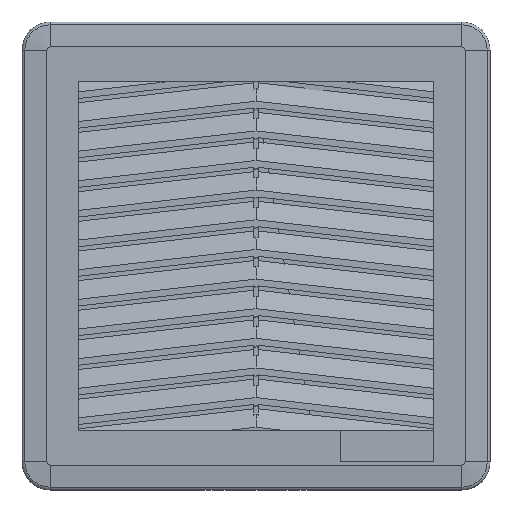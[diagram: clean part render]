
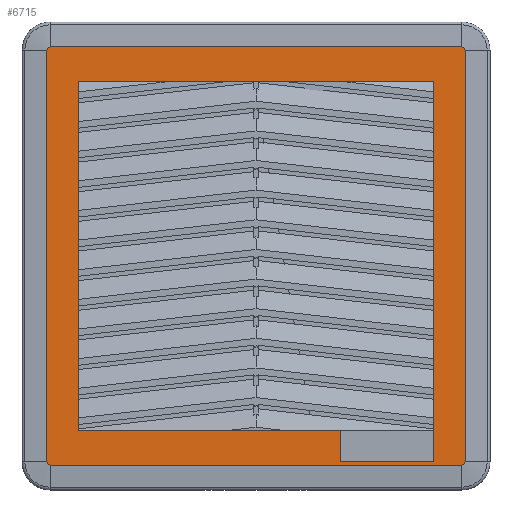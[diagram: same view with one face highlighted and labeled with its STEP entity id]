
A CAD part, front view. The second image highlights one B-rep face of the part: STEP entity #6715.
In plain terms, the highlighted planar face has unit normal (0, -1, 0).
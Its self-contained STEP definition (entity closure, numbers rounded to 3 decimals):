
#190=DIRECTION('',(1.,0.,0.));
#191=VECTOR('',#190,114.);
#192=CARTESIAN_POINT('',(-57.,-29.2,57.1));
#193=LINE('',#192,#191);
#246=DIRECTION('',(0.,0.,1.));
#247=VECTOR('',#246,112.);
#248=CARTESIAN_POINT('',(-57.,-29.2,-54.9));
#249=LINE('',#248,#247);
#1215=DIRECTION('',(0.,0.,-1.));
#1216=VECTOR('',#1215,132.);
#1217=CARTESIAN_POINT('',(67.,-29.2,67.1));
#1218=LINE('',#1217,#1216);
#1222=CARTESIAN_POINT('',(66.,-29.2,-64.9));
#1223=DIRECTION('',(0.,1.,0.));
#1224=DIRECTION('',(1.,0.,0.));
#1225=AXIS2_PLACEMENT_3D('',#1222,#1223,#1224);
#1230=DIRECTION('',(-1.,0.,0.));
#1231=VECTOR('',#1230,132.);
#1232=CARTESIAN_POINT('',(66.,-29.2,-65.9));
#1233=LINE('',#1232,#1231);
#1237=CARTESIAN_POINT('',(-66.,-29.2,-64.9));
#1238=DIRECTION('',(0.,1.,0.));
#1239=DIRECTION('',(0.,0.,-1.));
#1240=AXIS2_PLACEMENT_3D('',#1237,#1238,#1239);
#1245=DIRECTION('',(0.,0.,1.));
#1246=VECTOR('',#1245,132.);
#1247=CARTESIAN_POINT('',(-67.,-29.2,-64.9));
#1248=LINE('',#1247,#1246);
#1252=CARTESIAN_POINT('',(-66.,-29.2,67.1));
#1253=DIRECTION('',(0.,1.,0.));
#1254=DIRECTION('',(-1.,0.,0.));
#1255=AXIS2_PLACEMENT_3D('',#1252,#1253,#1254);
#1260=DIRECTION('',(1.,0.,0.));
#1261=VECTOR('',#1260,132.);
#1262=CARTESIAN_POINT('',(-66.,-29.2,68.1));
#1263=LINE('',#1262,#1261);
#1267=CARTESIAN_POINT('',(66.,-29.2,67.1));
#1268=DIRECTION('',(0.,1.,0.));
#1269=DIRECTION('',(0.,0.,1.));
#1270=AXIS2_PLACEMENT_3D('',#1267,#1268,#1269);
#1739=DIRECTION('',(0.,0.,1.));
#1740=VECTOR('',#1739,10.);
#1741=CARTESIAN_POINT('',(27.,-29.2,-64.9));
#1742=LINE('',#1741,#1740);
#1782=DIRECTION('',(0.,0.,-1.));
#1783=VECTOR('',#1782,122.);
#1784=CARTESIAN_POINT('',(57.,-29.2,57.1));
#1785=LINE('',#1784,#1783);
#2253=DIRECTION('',(-1.,0.,0.));
#2254=VECTOR('',#2253,30.);
#2255=CARTESIAN_POINT('',(57.,-29.2,-64.9));
#2256=LINE('',#2255,#2254);
#2260=DIRECTION('',(-1.,0.,0.));
#2261=VECTOR('',#2260,84.);
#2262=CARTESIAN_POINT('',(27.,-29.2,-54.9));
#2263=LINE('',#2262,#2261);
#4956=CARTESIAN_POINT('',(66.,-29.2,68.1));
#4957=VERTEX_POINT('',#4956);
#4958=CARTESIAN_POINT('',(-66.,-29.2,68.1));
#4959=VERTEX_POINT('',#4958);
#4961=CARTESIAN_POINT('',(67.,-29.2,67.1));
#4963=VERTEX_POINT('',#4961);
#4964=CARTESIAN_POINT('',(67.,-29.2,-64.9));
#4966=VERTEX_POINT('',#4964);
#4968=CARTESIAN_POINT('',(66.,-29.2,-65.9));
#4969=VERTEX_POINT('',#4968);
#4970=CARTESIAN_POINT('',(-66.,-29.2,-65.9));
#4971=VERTEX_POINT('',#4970);
#4972=CARTESIAN_POINT('',(-67.,-29.2,-64.9));
#4973=VERTEX_POINT('',#4972);
#4974=CARTESIAN_POINT('',(-67.,-29.2,67.1));
#4975=VERTEX_POINT('',#4974);
#4976=CARTESIAN_POINT('',(27.,-29.2,-64.9));
#4977=CARTESIAN_POINT('',(27.,-29.2,-54.9));
#4978=VERTEX_POINT('',#4976);
#4979=VERTEX_POINT('',#4977);
#4980=CARTESIAN_POINT('',(57.,-29.2,-64.9));
#4981=VERTEX_POINT('',#4980);
#4982=CARTESIAN_POINT('',(57.,-29.2,57.1));
#4983=VERTEX_POINT('',#4982);
#4984=CARTESIAN_POINT('',(-57.,-29.2,57.1));
#4985=VERTEX_POINT('',#4984);
#4986=CARTESIAN_POINT('',(-57.,-29.2,-54.9));
#4987=VERTEX_POINT('',#4986);
#6686=CARTESIAN_POINT('',(67.,-29.2,-65.9));
#6687=DIRECTION('',(0.,-1.,0.));
#6688=DIRECTION('',(1.,0.,0.));
#6689=AXIS2_PLACEMENT_3D('',#6686,#6687,#6688);
#6690=PLANE('',#6689);
#6691=ORIENTED_EDGE('',*,*,#6633,.T.);
#6692=ORIENTED_EDGE('',*,*,#6648,.T.);
#6693=ORIENTED_EDGE('',*,*,#6663,.T.);
#6694=ORIENTED_EDGE('',*,*,#6676,.T.);
#6696=ORIENTED_EDGE('',*,*,#6695,.T.);
#6698=ORIENTED_EDGE('',*,*,#6697,.T.);
#6699=ORIENTED_EDGE('',*,*,#6603,.T.);
#6700=ORIENTED_EDGE('',*,*,#6618,.T.);
#6701=EDGE_LOOP('',(#6691,#6692,#6693,#6694,#6696,#6698,#6699,#6700));
#6702=FACE_OUTER_BOUND('',#6701,.F.);
#6704=ORIENTED_EDGE('',*,*,#6703,.F.);
#6706=ORIENTED_EDGE('',*,*,#6705,.F.);
#6708=ORIENTED_EDGE('',*,*,#6707,.F.);
#6709=ORIENTED_EDGE('',*,*,#5922,.F.);
#6710=ORIENTED_EDGE('',*,*,#5963,.F.);
#6712=ORIENTED_EDGE('',*,*,#6711,.F.);
#6713=EDGE_LOOP('',(#6704,#6706,#6708,#6709,#6710,#6712));
#6714=FACE_BOUND('',#6713,.F.);
#6715=ADVANCED_FACE('',(#6702,#6714),#6690,.T.);
#1226=CIRCLE('',#1225,1.);
#1241=CIRCLE('',#1240,1.);
#1256=CIRCLE('',#1255,1.);
#1271=CIRCLE('',#1270,1.);
#5922=EDGE_CURVE('',#4985,#4983,#193,.T.);
#5963=EDGE_CURVE('',#4987,#4985,#249,.T.);
#6603=EDGE_CURVE('',#4959,#4957,#1263,.T.);
#6618=EDGE_CURVE('',#4957,#4963,#1271,.T.);
#6633=EDGE_CURVE('',#4963,#4966,#1218,.T.);
#6648=EDGE_CURVE('',#4966,#4969,#1226,.T.);
#6663=EDGE_CURVE('',#4969,#4971,#1233,.T.);
#6676=EDGE_CURVE('',#4971,#4973,#1241,.T.);
#6695=EDGE_CURVE('',#4973,#4975,#1248,.T.);
#6697=EDGE_CURVE('',#4975,#4959,#1256,.T.);
#6703=EDGE_CURVE('',#4978,#4979,#1742,.T.);
#6705=EDGE_CURVE('',#4981,#4978,#2256,.T.);
#6707=EDGE_CURVE('',#4983,#4981,#1785,.T.);
#6711=EDGE_CURVE('',#4979,#4987,#2263,.T.);
